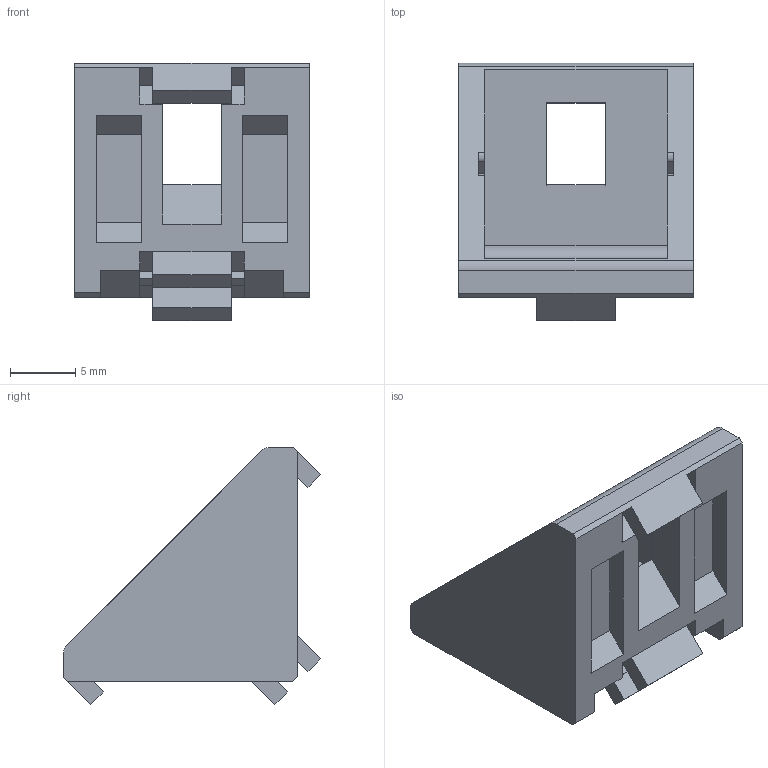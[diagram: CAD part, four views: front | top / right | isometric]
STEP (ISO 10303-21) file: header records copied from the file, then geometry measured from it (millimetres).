
FILE_DESCRIPTION((''),'2;1');
FILE_NAME('Syskomp 462523508 Winkel 20x20.stp','2013-08-08T09:26:50',('mstrom'),(''),'Autodesk Inventor 2012','Autodesk Inventor 2012','');
FILE_SCHEMA(('AUTOMOTIVE_DESIGN { 1 0 10303 214 1 1 1 1 }'));
Length unit declared in the file: millimetre
Products named in the file (1): Syskomp 462523508 Winkel 20x20
Bounding box: 18 x 19.77 x 19.77 mm (x, y, z)
Volume: 1798.1 mm3; surface area: 2171.8 mm2
Topology: 1 solids, 1 shells, 95 faces, 262 edges, 172 vertices
Faces by surface type: plane 86, cylinder 9
Entity records: 3011 total; most frequent: CARTESIAN_POINT 530, ORIENTED_EDGE 524, DIRECTION 472, EDGE_CURVE 262, VECTOR 244, LINE 244, VERTEX_POINT 172, AXIS2_PLACEMENT_3D 114
